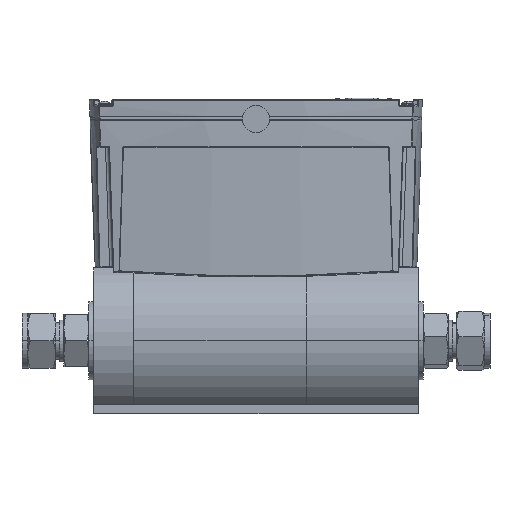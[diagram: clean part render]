
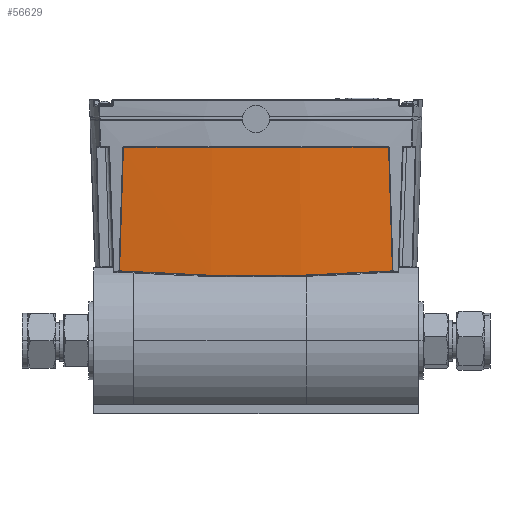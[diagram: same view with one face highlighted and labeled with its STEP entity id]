
A CAD part, top view. The second image highlights one B-rep face of the part: STEP entity #56629.
In plain terms, the highlighted cylindrical face has radius 685.838 mm (diameter 1371.68 mm), a partial arc.
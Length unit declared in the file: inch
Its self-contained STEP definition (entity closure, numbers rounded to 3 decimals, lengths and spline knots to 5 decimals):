
#217 = EDGE_CURVE ( 'NONE', #44501, #35725, #9455, .T. ) ;
#582 = CARTESIAN_POINT ( 'NONE',  ( 8.00471, 1.43349, 0.91108 ) ) ;
#782 = CARTESIAN_POINT ( 'NONE',  ( 13.50809, 3.972, 1.00906 ) ) ;
#1429 = CARTESIAN_POINT ( 'NONE',  ( 13.6083, 1.43349, 0.91108 ) ) ;
#1527 = FACE_OUTER_BOUND ( 'NONE', #33199, .T. ) ;
#1698 = ORIENTED_EDGE ( 'NONE', *, *, #33808, .T. ) ;
#3803 = CARTESIAN_POINT ( 'NONE',  ( 8.93865, 1.36603, 1.00625 ) ) ;
#7132 = EDGE_CURVE ( 'NONE', #7330, #44501, #52254, .T. ) ;
#7330 = VERTEX_POINT ( 'NONE', #42402 ) ;
#7564 = CARTESIAN_POINT ( 'NONE',  ( 13.58224, 2.27002, 0.94271 ) ) ;
#9455 = B_SPLINE_CURVE_WITH_KNOTS ( 'NONE', 3,
 ( #26426, #23248, #23364, #25860, #25618, #25356, #23490, #23557 ),
 .UNSPECIFIED., .F., .F.,
 ( 4, 2, 2, 4 ),
 ( 0., 0.00029, 0.00058, 0.00116 ),
 .UNSPECIFIED. ) ;
#9825 = CARTESIAN_POINT ( 'NONE',  ( 10.80651, 3.97215, 1.18935 ) ) ;
#11717 = CARTESIAN_POINT ( 'NONE',  ( 10.80651, 2.26513, -25.93195 ) ) ;
#12627 = CARTESIAN_POINT ( 'NONE',  ( 8.05683, 3.10654, 0.97429 ) ) ;
#14198 = CARTESIAN_POINT ( 'NONE',  ( 8.11263, 3.972, 1.00984 ) ) ;
#15395 = AXIS2_PLACEMENT_3D ( 'NONE', #11717, #51162, #29599 ) ;
#16378 = CARTESIAN_POINT ( 'NONE',  ( 13.55618, 3.10654, 0.97429 ) ) ;
#17109 = EDGE_CURVE ( 'NONE', #19914, #37855, #43329, .T. ) ;
#18241 = CARTESIAN_POINT ( 'NONE',  ( 13.52999, 3.94693, 1.00598 ) ) ;
#19914 = VERTEX_POINT ( 'NONE', #582 ) ;
#22694 = CARTESIAN_POINT ( 'NONE',  ( 13.52605, 3.95772, 1.00676 ) ) ;
#23248 = CARTESIAN_POINT ( 'NONE',  ( 8.10878, 3.972, 1.00945 ) ) ;
#23364 = CARTESIAN_POINT ( 'NONE',  ( 8.105, 3.97126, 1.00905 ) ) ;
#23490 = CARTESIAN_POINT ( 'NONE',  ( 8.08314, 3.9508, 1.00613 ) ) ;
#23557 = CARTESIAN_POINT ( 'NONE',  ( 8.0829, 3.94306, 1.00584 ) ) ;
#25356 = CARTESIAN_POINT ( 'NONE',  ( 8.08647, 3.95828, 1.00673 ) ) ;
#25618 = CARTESIAN_POINT ( 'NONE',  ( 8.09466, 3.96625, 1.00783 ) ) ;
#25860 = CARTESIAN_POINT ( 'NONE',  ( 8.09791, 3.96838, 1.00823 ) ) ;
#25903 = CARTESIAN_POINT ( 'NONE',  ( 8.00471, 1.43349, 0.91108 ) ) ;
#25921 = CARTESIAN_POINT ( 'NONE',  ( 10.80651, 1.29877, 1.10062 ) ) ;
#26426 = CARTESIAN_POINT ( 'NONE',  ( 8.11263, 3.972, 1.00984 ) ) ;
#26810 = CARTESIAN_POINT ( 'NONE',  ( 8.0829, 3.94306, 1.00584 ) ) ;
#27180 = CARTESIAN_POINT ( 'NONE',  ( 13.51563, 3.9689, 1.0082 ) ) ;
#27233 = CARTESIAN_POINT ( 'NONE',  ( 13.53011, 3.94306, 1.00584 ) ) ;
#28933 = ORIENTED_EDGE ( 'NONE', *, *, #7132, .T. ) ;
#29599 = DIRECTION ( 'NONE',  ( 1., 0., 0. ) ) ;
#30333 = CARTESIAN_POINT ( 'NONE',  ( 13.6083, 1.43349, 0.91108 ) ) ;
#30978 = B_SPLINE_CURVE_WITH_KNOTS ( 'NONE', 3,
 ( #44389, #18241, #48878, #22694, #53295, #27180, #782, #31526 ),
 .UNSPECIFIED., .F., .F.,
 ( 4, 2, 2, 4 ),
 ( 0., 0.00029, 0.00058, 0.00116 ),
 .UNSPECIFIED. ) ;
#31386 = CARTESIAN_POINT ( 'NONE',  ( 8.11263, 3.972, 1.00984 ) ) ;
#31526 = CARTESIAN_POINT ( 'NONE',  ( 13.50038, 3.972, 1.00984 ) ) ;
#31710 = CARTESIAN_POINT ( 'NONE',  ( 13.50038, 3.972, 1.00984 ) ) ;
#32185 = ORIENTED_EDGE ( 'NONE', *, *, #47401, .T. ) ;
#33199 = EDGE_LOOP ( 'NONE', ( #54418, #42703, #1698, #32185, #28933, #55118 ) ) ;
#33808 = EDGE_CURVE ( 'NONE', #37855, #53635, #53868, .T. ) ;
#34831 = EDGE_CURVE ( 'NONE', #35725, #19914, #42725, .T. ) ;
#35725 = VERTEX_POINT ( 'NONE', #26810 ) ;
#36153 = CARTESIAN_POINT ( 'NONE',  ( 12.60242, 3.97206, 1.09993 ) ) ;
#37730 = CARTESIAN_POINT ( 'NONE',  ( 13.6083, 1.43349, 0.91108 ) ) ;
#37855 = VERTEX_POINT ( 'NONE', #1429 ) ;
#40542 = CARTESIAN_POINT ( 'NONE',  ( 9.01059, 3.97206, 1.09993 ) ) ;
#42402 = CARTESIAN_POINT ( 'NONE',  ( 13.50038, 3.972, 1.00984 ) ) ;
#42703 = ORIENTED_EDGE ( 'NONE', *, *, #17109, .T. ) ;
#42725 = B_SPLINE_CURVE_WITH_KNOTS ( 'NONE', 3,
 ( #47650, #12627, #52083, #25903 ),
 .UNSPECIFIED., .F., .F.,
 ( 4, 4 ),
 ( 0., 0.06382 ),
 .UNSPECIFIED. ) ;
#43329 = B_SPLINE_CURVE_WITH_KNOTS ( 'NONE', 3,
 ( #43348, #3803, #25921, #56473, #30333 ),
 .UNSPECIFIED., .F., .F.,
 ( 4, 1, 4 ),
 ( 0., 0.07117, 0.14233 ),
 .UNSPECIFIED. ) ;
#43348 = CARTESIAN_POINT ( 'NONE',  ( 8.00471, 1.43349, 0.91108 ) ) ;
#44389 = CARTESIAN_POINT ( 'NONE',  ( 13.53011, 3.94306, 1.00584 ) ) ;
#44501 = VERTEX_POINT ( 'NONE', #31386 ) ;
#47015 = CARTESIAN_POINT ( 'NONE',  ( 13.53011, 3.94306, 1.00584 ) ) ;
#47401 = EDGE_CURVE ( 'NONE', #53635, #7330, #30978, .T. ) ;
#47650 = CARTESIAN_POINT ( 'NONE',  ( 8.0829, 3.94306, 1.00584 ) ) ;
#48878 = CARTESIAN_POINT ( 'NONE',  ( 13.52913, 3.9507, 1.0062 ) ) ;
#51162 = DIRECTION ( 'NONE',  ( 0., 0.999, 0.035 ) ) ;
#51560 = CYLINDRICAL_SURFACE ( 'NONE', #15395, 27.0015 ) ;
#52083 = CARTESIAN_POINT ( 'NONE',  ( 8.03077, 2.27002, 0.94271 ) ) ;
#52254 = B_SPLINE_CURVE_WITH_KNOTS ( 'NONE', 3,
 ( #31710, #36153, #9825, #40542, #14198 ),
 .UNSPECIFIED., .F., .F.,
 ( 4, 1, 4 ),
 ( 0., 0.06842, 0.13685 ),
 .UNSPECIFIED. ) ;
#53295 = CARTESIAN_POINT ( 'NONE',  ( 13.52383, 3.96092, 1.00709 ) ) ;
#53635 = VERTEX_POINT ( 'NONE', #27233 ) ;
#53868 = B_SPLINE_CURVE_WITH_KNOTS ( 'NONE', 3,
 ( #37730, #7564, #16378, #47015 ),
 .UNSPECIFIED., .F., .F.,
 ( 4, 4 ),
 ( 0., 0.06382 ),
 .UNSPECIFIED. ) ;
#54418 = ORIENTED_EDGE ( 'NONE', *, *, #34831, .T. ) ;
#55118 = ORIENTED_EDGE ( 'NONE', *, *, #217, .T. ) ;
#56473 = CARTESIAN_POINT ( 'NONE',  ( 12.67437, 1.36603, 1.00625 ) ) ;
#56629 = ADVANCED_FACE ( 'NONE', ( #1527 ), #51560, .T. ) ;
